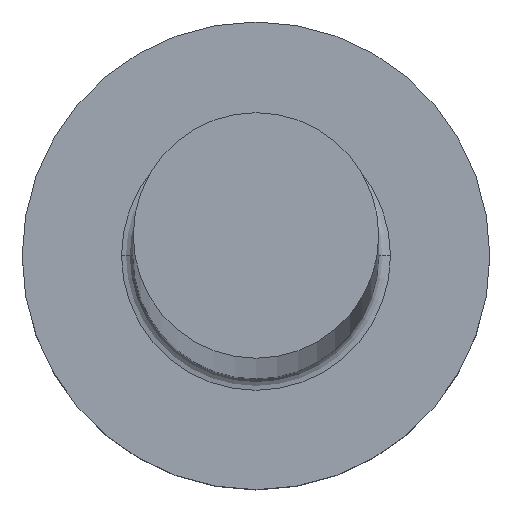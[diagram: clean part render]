
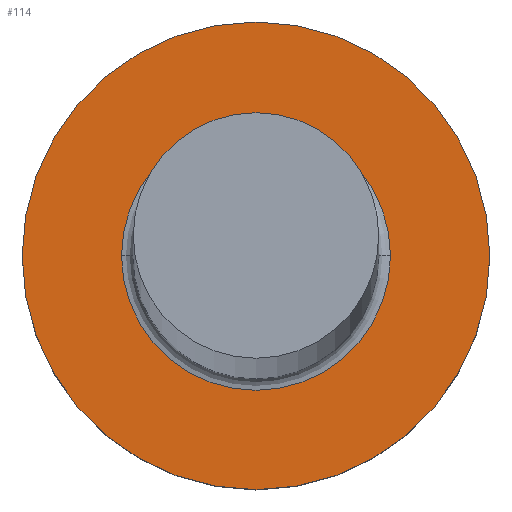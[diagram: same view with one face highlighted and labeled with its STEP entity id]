
A CAD part, top view. The second image highlights one B-rep face of the part: STEP entity #114.
In plain terms, the highlighted planar face has unit normal (0, 0, 1).
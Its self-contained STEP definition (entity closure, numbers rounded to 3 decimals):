
#2 = VERTEX_POINT ( 'NONE', #92 ) ;
#10 = CIRCLE ( 'NONE', #182, 4. ) ;
#13 = DIRECTION ( 'NONE',  ( 1., 0., 0. ) ) ;
#23 = EDGE_LOOP ( 'NONE', ( #236, #257 ) ) ;
#42 = FACE_OUTER_BOUND ( 'NONE', #280, .T. ) ;
#45 = CARTESIAN_POINT ( 'NONE',  ( -4., 0., 3. ) ) ;
#47 = ORIENTED_EDGE ( 'NONE', *, *, #122, .T. ) ;
#62 = DIRECTION ( 'NONE',  ( 1., 0., 0. ) ) ;
#66 = EDGE_CURVE ( 'NONE', #2, #238, #102, .T. ) ;
#82 = CARTESIAN_POINT ( 'NONE',  ( 0., 0., 3. ) ) ;
#92 = CARTESIAN_POINT ( 'NONE',  ( 4., 0., 3. ) ) ;
#93 = VERTEX_POINT ( 'NONE', #294 ) ;
#102 = CIRCLE ( 'NONE', #108, 4. ) ;
#104 = DIRECTION ( 'NONE',  ( 0., 0., 1. ) ) ;
#105 = CARTESIAN_POINT ( 'NONE',  ( 0., 0., 3. ) ) ;
#107 = DIRECTION ( 'NONE',  ( 0., 0., 1. ) ) ;
#108 = AXIS2_PLACEMENT_3D ( 'NONE', #105, #107, #62 ) ;
#114 = ADVANCED_FACE ( 'NONE', ( #133, #42 ), #152, .T. ) ;
#122 = EDGE_CURVE ( 'NONE', #238, #2, #10, .T. ) ;
#132 = DIRECTION ( 'NONE',  ( 0., 0., 1. ) ) ;
#133 = FACE_BOUND ( 'NONE', #23, .T. ) ;
#150 = EDGE_CURVE ( 'NONE', #93, #184, #175, .T. ) ;
#152 = PLANE ( 'NONE',  #291 ) ;
#175 = CIRCLE ( 'NONE', #219, 2.3 ) ;
#177 = CARTESIAN_POINT ( 'NONE',  ( 0., 0., 3. ) ) ;
#179 = CARTESIAN_POINT ( 'NONE',  ( -2.3, 0., 3. ) ) ;
#182 = AXIS2_PLACEMENT_3D ( 'NONE', #231, #132, #229 ) ;
#184 = VERTEX_POINT ( 'NONE', #179 ) ;
#187 = ORIENTED_EDGE ( 'NONE', *, *, #66, .T. ) ;
#197 = DIRECTION ( 'NONE',  ( 0., 0., -1. ) ) ;
#202 = CARTESIAN_POINT ( 'NONE',  ( 0., 0., 3. ) ) ;
#204 = DIRECTION ( 'NONE',  ( 1., 0., 0. ) ) ;
#207 = DIRECTION ( 'NONE',  ( 0., 0., -1. ) ) ;
#210 = EDGE_CURVE ( 'NONE', #184, #93, #288, .T. ) ;
#219 = AXIS2_PLACEMENT_3D ( 'NONE', #177, #197, #204 ) ;
#229 = DIRECTION ( 'NONE',  ( 1., 0., 0. ) ) ;
#231 = CARTESIAN_POINT ( 'NONE',  ( 0., 0., 3. ) ) ;
#236 = ORIENTED_EDGE ( 'NONE', *, *, #150, .T. ) ;
#238 = VERTEX_POINT ( 'NONE', #45 ) ;
#251 = DIRECTION ( 'NONE',  ( 1., 0., 0. ) ) ;
#253 = AXIS2_PLACEMENT_3D ( 'NONE', #82, #207, #13 ) ;
#257 = ORIENTED_EDGE ( 'NONE', *, *, #210, .T. ) ;
#280 = EDGE_LOOP ( 'NONE', ( #47, #187 ) ) ;
#288 = CIRCLE ( 'NONE', #253, 2.3 ) ;
#291 = AXIS2_PLACEMENT_3D ( 'NONE', #202, #104, #251 ) ;
#294 = CARTESIAN_POINT ( 'NONE',  ( 2.3, 0., 3. ) ) ;
